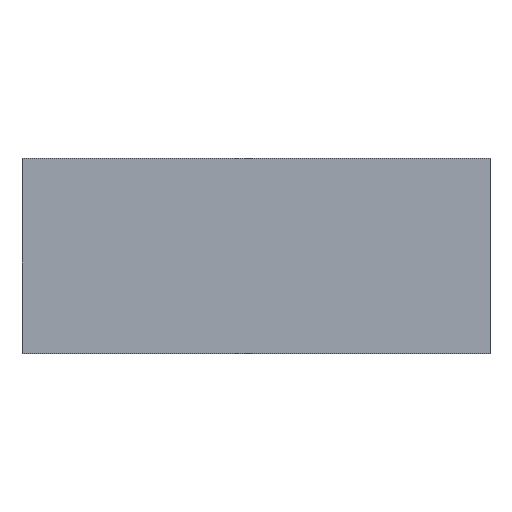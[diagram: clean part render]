
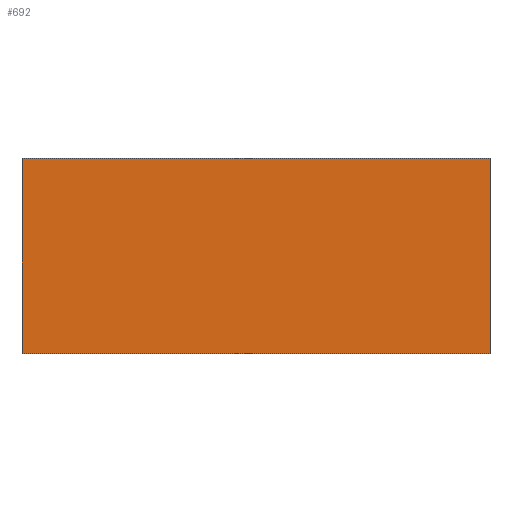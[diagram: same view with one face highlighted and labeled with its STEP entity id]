
A CAD part, top view. The second image highlights one B-rep face of the part: STEP entity #692.
In plain terms, the highlighted face is planar.
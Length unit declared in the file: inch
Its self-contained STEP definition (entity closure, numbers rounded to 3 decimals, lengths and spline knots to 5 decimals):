
#653=CARTESIAN_POINT('',(-4.33071,1.85039,4.88189));
#654=DIRECTION('',(0.0,1.0,0.0));
#655=DIRECTION('',(0.0,0.0,1.0));
#656=AXIS2_PLACEMENT_3D('',#653,#654,#655);
#657=PLANE('',#656);
#658=CARTESIAN_POINT('',(-3.93701,1.85039,3.93701));
#659=VERTEX_POINT('',#658);
#660=CARTESIAN_POINT('',(-3.93701,1.85039,-14.96063));
#661=VERTEX_POINT('',#660);
#662=CARTESIAN_POINT('',(-3.93701,1.85039,3.93701));
#663=DIRECTION('',(0.0,0.0,-1.0));
#664=VECTOR('',#663,18.89764);
#665=LINE('',#662,#664);
#666=EDGE_CURVE('',#659,#661,#665,.T.);
#667=ORIENTED_EDGE('',*,*,#666,.F.);
#668=CARTESIAN_POINT('',(3.93701,1.85039,3.93701));
#669=VERTEX_POINT('',#668);
#670=CARTESIAN_POINT('',(3.93701,1.85039,3.93701));
#671=DIRECTION('',(-1.0,0.0,0.0));
#672=VECTOR('',#671,7.87402);
#673=LINE('',#670,#672);
#674=EDGE_CURVE('',#669,#659,#673,.T.);
#675=ORIENTED_EDGE('',*,*,#674,.F.);
#676=CARTESIAN_POINT('',(3.93701,1.85039,-14.96063));
#677=VERTEX_POINT('',#676);
#678=CARTESIAN_POINT('',(3.93701,1.85039,-14.96063));
#679=DIRECTION('',(0.0,0.0,1.0));
#680=VECTOR('',#679,18.89764);
#681=LINE('',#678,#680);
#682=EDGE_CURVE('',#677,#669,#681,.T.);
#683=ORIENTED_EDGE('',*,*,#682,.F.);
#684=CARTESIAN_POINT('',(-3.93701,1.85039,-14.96063));
#685=DIRECTION('',(1.0,0.0,0.0));
#686=VECTOR('',#685,7.87402);
#687=LINE('',#684,#686);
#688=EDGE_CURVE('',#661,#677,#687,.T.);
#689=ORIENTED_EDGE('',*,*,#688,.F.);
#690=EDGE_LOOP('',(#667,#675,#683,#689));
#691=FACE_OUTER_BOUND('',#690,.T.);
#692=ADVANCED_FACE('',(#691),#657,.T.);
